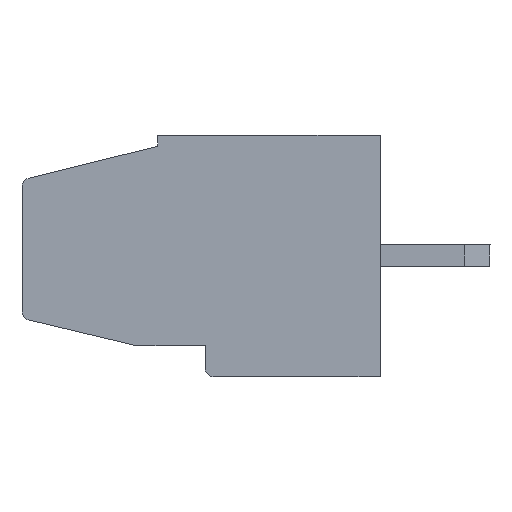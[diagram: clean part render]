
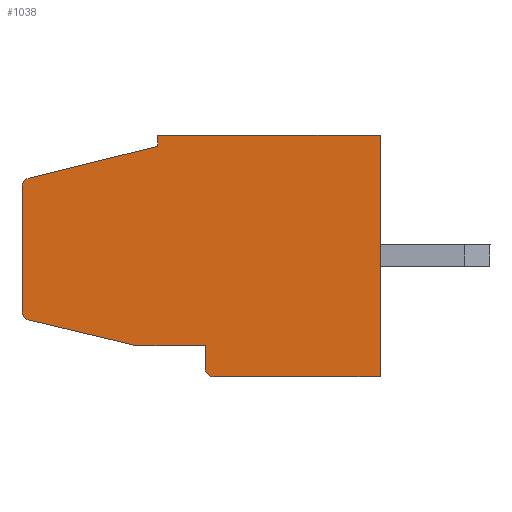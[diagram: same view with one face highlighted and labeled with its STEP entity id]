
A CAD part, left-side view. The second image highlights one B-rep face of the part: STEP entity #1038.
In plain terms, the highlighted planar face has unit normal (-1, 0, 0).
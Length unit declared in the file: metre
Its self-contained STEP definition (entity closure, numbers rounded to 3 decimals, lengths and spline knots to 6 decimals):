
#1038=ADVANCED_FACE('',(#2150),#2151,.F.);
#2150=FACE_OUTER_BOUND('',#3279,.T.);
#2151=PLANE('',#3280);
#3279=EDGE_LOOP('',(#6352,#6353,#6354,#6355,#6356,#6357,#6358,#6359,#6360,#6361,#6362,#6363));
#3280=AXIS2_PLACEMENT_3D('',#6364,#6365,#6366);
#6352=ORIENTED_EDGE('',*,*,#7695,.T.);
#6353=ORIENTED_EDGE('',*,*,#7700,.T.);
#6354=ORIENTED_EDGE('',*,*,#6608,.T.);
#6355=ORIENTED_EDGE('',*,*,#6615,.T.);
#6356=ORIENTED_EDGE('',*,*,#7704,.T.);
#6357=ORIENTED_EDGE('',*,*,#7735,.T.);
#6358=ORIENTED_EDGE('',*,*,#7729,.T.);
#6359=ORIENTED_EDGE('',*,*,#7719,.T.);
#6360=ORIENTED_EDGE('',*,*,#7715,.F.);
#6361=ORIENTED_EDGE('',*,*,#7721,.T.);
#6362=ORIENTED_EDGE('',*,*,#7710,.T.);
#6363=ORIENTED_EDGE('',*,*,#7712,.T.);
#6364=CARTESIAN_POINT('',(0.045,0.009195,0.02));
#6365=DIRECTION('',(1.0,0.0,0.0));
#6366=DIRECTION('',(0.0,1.0,0.0));
#6608=EDGE_CURVE('',#7894,#7895,#7896,.T.);
#6615=EDGE_CURVE('',#7895,#7905,#7906,.F.);
#7695=EDGE_CURVE('',#9506,#9508,#9510,.T.);
#7700=EDGE_CURVE('',#9508,#7894,#9515,.T.);
#7704=EDGE_CURVE('',#7905,#9518,#9520,.T.);
#7710=EDGE_CURVE('',#9525,#9527,#9529,.T.);
#7712=EDGE_CURVE('',#9527,#9506,#9531,.F.);
#7715=EDGE_CURVE('',#9533,#9535,#9536,.T.);
#7719=EDGE_CURVE('',#9539,#9535,#9541,.T.);
#7721=EDGE_CURVE('',#9533,#9525,#9543,.F.);
#7729=EDGE_CURVE('',#9554,#9539,#9556,.T.);
#7735=EDGE_CURVE('',#9518,#9554,#9566,.T.);
#7894=VERTEX_POINT('',#9779);
#7895=VERTEX_POINT('',#9780);
#7896=LINE('',#9781,#9782);
#7905=VERTEX_POINT('',#9793);
#7906=CIRCLE('',#9794,0.0003);
#9506=VERTEX_POINT('',#12076);
#9508=VERTEX_POINT('',#12079);
#9510=LINE('',#12082,#12083);
#9515=LINE('',#12091,#12092);
#9518=VERTEX_POINT('',#12096);
#9520=LINE('',#12099,#12100);
#9525=VERTEX_POINT('',#12106);
#9527=VERTEX_POINT('',#12109);
#9529=LINE('',#12112,#12113);
#9531=CIRCLE('',#12115,0.0003);
#9533=VERTEX_POINT('',#12117);
#9535=VERTEX_POINT('',#12120);
#9536=LINE('',#12121,#12122);
#9539=VERTEX_POINT('',#12126);
#9541=LINE('',#12129,#12130);
#9543=CIRCLE('',#12132,0.000306);
#9554=VERTEX_POINT('',#12148);
#9556=LINE('',#12151,#12152);
#9566=LINE('',#12166,#12167);
#9779=CARTESIAN_POINT('',(0.045,0.006449,0.012252));
#9780=CARTESIAN_POINT('',(0.045,0.006449,0.011402));
#9781=CARTESIAN_POINT('',(0.045,0.006449,0.012252));
#9782=VECTOR('',#12362,1.0);
#9793=CARTESIAN_POINT('',(0.045,0.006149,0.011102));
#9794=AXIS2_PLACEMENT_3D('',#12371,#12372,#12373);
#12076=CARTESIAN_POINT('',(0.045,0.012969,0.013197));
#12079=CARTESIAN_POINT('',(0.045,0.008999,0.012252));
#12082=CARTESIAN_POINT('',(0.045,0.012969,0.013197));
#12083=VECTOR('',#13328,1.0);
#12091=CARTESIAN_POINT('',(0.045,0.008999,0.012252));
#12092=VECTOR('',#13332,1.0);
#12096=CARTESIAN_POINT('',(0.045,0.0,0.011102));
#12099=CARTESIAN_POINT('',(0.045,0.,0.011102));
#12100=VECTOR('',#13335,1.0);
#12106=CARTESIAN_POINT('',(0.045,0.013199,0.018112));
#12109=CARTESIAN_POINT('',(0.045,0.013199,0.013489));
#12112=CARTESIAN_POINT('',(0.045,0.013199,0.018123));
#12113=VECTOR('',#13342,1.0);
#12115=AXIS2_PLACEMENT_3D('',#13343,#13344,#13345);
#12117=CARTESIAN_POINT('',(0.045,0.012967,0.018409));
#12120=CARTESIAN_POINT('',(0.045,0.008197,0.019596));
#12121=CARTESIAN_POINT('',(0.045,0.013222,0.018346));
#12122=VECTOR('',#13347,1.0);
#12126=CARTESIAN_POINT('',(0.045,0.008197,0.02));
#12129=CARTESIAN_POINT('',(0.045,0.008197,0.020002));
#12130=VECTOR('',#13350,1.0);
#12132=AXIS2_PLACEMENT_3D('',#13351,#13352,#13353);
#12148=CARTESIAN_POINT('',(0.045,0.,0.02));
#12151=CARTESIAN_POINT('',(0.045,-0.000005,0.02));
#12152=VECTOR('',#13360,1.0);
#12166=CARTESIAN_POINT('',(0.045,0.,0.013065));
#12167=VECTOR('',#13365,1.0);
#12362=DIRECTION('',(0.0,0.0,-1.0));
#12371=CARTESIAN_POINT('',(0.045,0.006149,0.011402));
#12372=DIRECTION('',(1.0,0.0,0.0));
#12373=DIRECTION('',(0.0,0.0,-1.0));
#13328=DIRECTION('',(0.0,-0.973,-0.232));
#13332=DIRECTION('',(0.0,-1.0,0.0));
#13335=DIRECTION('',(0.0,-1.0,0.0));
#13342=DIRECTION('',(0.0,0.0,-1.0));
#13343=CARTESIAN_POINT('',(0.045,0.012899,0.013489));
#13344=DIRECTION('',(1.0,0.0,0.0));
#13345=DIRECTION('',(0.0,0.0,-1.0));
#13347=DIRECTION('',(0.0,-0.97,0.241));
#13350=DIRECTION('',(0.0,0.0,-1.0));
#13351=CARTESIAN_POINT('',(0.045,0.012893,0.018112));
#13352=DIRECTION('',(1.0,0.0,0.0));
#13353=DIRECTION('',(0.0,0.0,-1.0));
#13360=DIRECTION('',(0.0,1.0,-0.0));
#13365=DIRECTION('',(-0.0,0.0,1.0));
